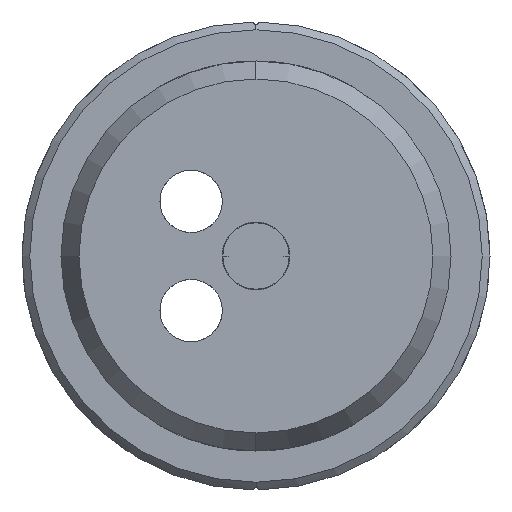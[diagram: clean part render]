
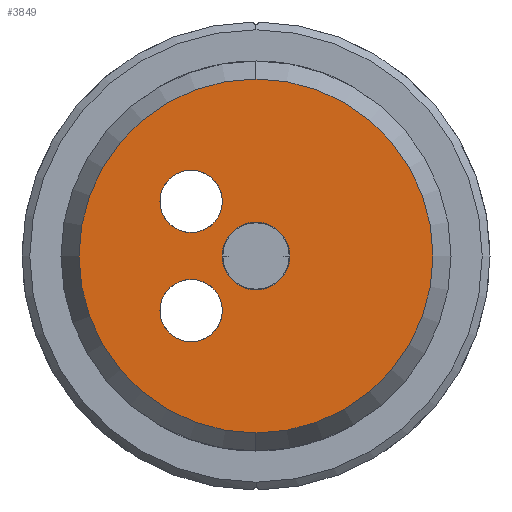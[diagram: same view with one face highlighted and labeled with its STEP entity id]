
A CAD part, left-side view. The second image highlights one B-rep face of the part: STEP entity #3849.
In plain terms, the highlighted planar face has unit normal (-1, 0, 0).
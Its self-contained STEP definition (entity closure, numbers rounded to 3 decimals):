
#19 = CIRCLE ( 'NONE', #22, 11.345 ) ;
#22 = AXIS2_PLACEMENT_3D ( 'NONE', #414, #1667, #2929 ) ;
#35 = CARTESIAN_POINT ( 'NONE',  ( -155., 0., 0. ) ) ;
#79 = ORIENTED_EDGE ( 'NONE', *, *, #2601, .T. ) ;
#83 = CARTESIAN_POINT ( 'NONE',  ( -155., 4.157, 5.5 ) ) ;
#123 = DIRECTION ( 'NONE',  ( -1., 0., 0. ) ) ;
#155 = VERTEX_POINT ( 'NONE', #2216 ) ;
#163 = EDGE_CURVE ( 'NONE', #3056, #155, #2828, .T. ) ;
#245 = VERTEX_POINT ( 'NONE', #2614 ) ;
#283 = ORIENTED_EDGE ( 'NONE', *, *, #1115, .F. ) ;
#314 = ORIENTED_EDGE ( 'NONE', *, *, #163, .F. ) ;
#338 = CARTESIAN_POINT ( 'NONE',  ( -155., 0., 0. ) ) ;
#414 = CARTESIAN_POINT ( 'NONE',  ( -155., 0., 0. ) ) ;
#445 = DIRECTION ( 'NONE',  ( 1., 0., 0. ) ) ;
#449 = DIRECTION ( 'NONE',  ( 1., 0., 0. ) ) ;
#635 = DIRECTION ( 'NONE',  ( -1., 0., 0. ) ) ;
#733 = EDGE_LOOP ( 'NONE', ( #2949, #79 ) ) ;
#761 = FACE_BOUND ( 'NONE', #1248, .T. ) ;
#809 = CARTESIAN_POINT ( 'NONE',  ( -155., 4.157, -3.5 ) ) ;
#821 = EDGE_CURVE ( 'NONE', #1596, #2449, #1299, .T. ) ;
#977 = ORIENTED_EDGE ( 'NONE', *, *, #2423, .F. ) ;
#1060 = FACE_BOUND ( 'NONE', #1113, .T. ) ;
#1113 = EDGE_LOOP ( 'NONE', ( #977, #283 ) ) ;
#1115 = EDGE_CURVE ( 'NONE', #1482, #3403, #1909, .T. ) ;
#1163 = DIRECTION ( 'NONE',  ( 1., 0., 0. ) ) ;
#1248 = EDGE_LOOP ( 'NONE', ( #3419, #314 ) ) ;
#1256 = DIRECTION ( 'NONE',  ( -1., 0., 0. ) ) ;
#1263 = AXIS2_PLACEMENT_3D ( 'NONE', #3254, #449, #1704 ) ;
#1274 = EDGE_CURVE ( 'NONE', #3015, #245, #19, .T. ) ;
#1299 = CIRCLE ( 'NONE', #1314, 2. ) ;
#1314 = AXIS2_PLACEMENT_3D ( 'NONE', #3940, #1163, #2439 ) ;
#1356 = DIRECTION ( 'NONE',  ( 0., -1., 0. ) ) ;
#1465 = CIRCLE ( 'NONE', #2710, 2. ) ;
#1482 = VERTEX_POINT ( 'NONE', #1847 ) ;
#1485 = ORIENTED_EDGE ( 'NONE', *, *, #821, .T. ) ;
#1591 = DIRECTION ( 'NONE',  ( -1., 0., 0. ) ) ;
#1596 = VERTEX_POINT ( 'NONE', #83 ) ;
#1665 = CARTESIAN_POINT ( 'NONE',  ( -155., 4.157, -5.5 ) ) ;
#1667 = DIRECTION ( 'NONE',  ( -1., 0., 0. ) ) ;
#1700 = DIRECTION ( 'NONE',  ( 0., 0., -1. ) ) ;
#1704 = DIRECTION ( 'NONE',  ( 0., 0., -1. ) ) ;
#1706 = EDGE_CURVE ( 'NONE', #2449, #1596, #1465, .T. ) ;
#1728 = CIRCLE ( 'NONE', #2779, 2.174 ) ;
#1847 = CARTESIAN_POINT ( 'NONE',  ( -155., 4.157, -1.5 ) ) ;
#1895 = DIRECTION ( 'NONE',  ( 0., 0., 1. ) ) ;
#1909 = CIRCLE ( 'NONE', #1960, 2. ) ;
#1960 = AXIS2_PLACEMENT_3D ( 'NONE', #3431, #635, #1895 ) ;
#2016 = PLANE ( 'NONE',  #1263 ) ;
#2038 = CARTESIAN_POINT ( 'NONE',  ( -155., 2.174, 0. ) ) ;
#2066 = DIRECTION ( 'NONE',  ( -1., 0., 0. ) ) ;
#2084 = CARTESIAN_POINT ( 'NONE',  ( -155., 4.157, 1.5 ) ) ;
#2216 = CARTESIAN_POINT ( 'NONE',  ( -155., -2.174, 0. ) ) ;
#2338 = FACE_BOUND ( 'NONE', #2823, .T. ) ;
#2423 = EDGE_CURVE ( 'NONE', #3403, #1482, #3894, .T. ) ;
#2439 = DIRECTION ( 'NONE',  ( 0., 0., -1. ) ) ;
#2449 = VERTEX_POINT ( 'NONE', #2084 ) ;
#2526 = DIRECTION ( 'NONE',  ( 0., 0., -1. ) ) ;
#2601 = EDGE_CURVE ( 'NONE', #245, #3015, #3225, .T. ) ;
#2614 = CARTESIAN_POINT ( 'NONE',  ( -155., 0., 11.345 ) ) ;
#2710 = AXIS2_PLACEMENT_3D ( 'NONE', #3251, #445, #1700 ) ;
#2779 = AXIS2_PLACEMENT_3D ( 'NONE', #2926, #123, #1356 ) ;
#2823 = EDGE_LOOP ( 'NONE', ( #3122, #1485 ) ) ;
#2828 = CIRCLE ( 'NONE', #2832, 2.174 ) ;
#2832 = AXIS2_PLACEMENT_3D ( 'NONE', #338, #1591, #2857 ) ;
#2857 = DIRECTION ( 'NONE',  ( 0., -1., 0. ) ) ;
#2926 = CARTESIAN_POINT ( 'NONE',  ( -155., 0., 0. ) ) ;
#2929 = DIRECTION ( 'NONE',  ( 0., 0., -1. ) ) ;
#2949 = ORIENTED_EDGE ( 'NONE', *, *, #1274, .T. ) ;
#3015 = VERTEX_POINT ( 'NONE', #3554 ) ;
#3056 = VERTEX_POINT ( 'NONE', #2038 ) ;
#3122 = ORIENTED_EDGE ( 'NONE', *, *, #1706, .T. ) ;
#3225 = CIRCLE ( 'NONE', #3232, 11.345 ) ;
#3232 = AXIS2_PLACEMENT_3D ( 'NONE', #35, #1256, #2526 ) ;
#3251 = CARTESIAN_POINT ( 'NONE',  ( -155., 4.157, 3.5 ) ) ;
#3254 = CARTESIAN_POINT ( 'NONE',  ( -155., 12.5, 0. ) ) ;
#3305 = DIRECTION ( 'NONE',  ( 0., 0., 1. ) ) ;
#3403 = VERTEX_POINT ( 'NONE', #1665 ) ;
#3407 = EDGE_CURVE ( 'NONE', #155, #3056, #1728, .T. ) ;
#3419 = ORIENTED_EDGE ( 'NONE', *, *, #3407, .F. ) ;
#3431 = CARTESIAN_POINT ( 'NONE',  ( -155., 4.157, -3.5 ) ) ;
#3550 = FACE_OUTER_BOUND ( 'NONE', #733, .T. ) ;
#3554 = CARTESIAN_POINT ( 'NONE',  ( -155., 0., -11.345 ) ) ;
#3849 = ADVANCED_FACE ( 'NONE', ( #1060, #2338, #3550, #761 ), #2016, .F. ) ;
#3894 = CIRCLE ( 'NONE', #3897, 2. ) ;
#3897 = AXIS2_PLACEMENT_3D ( 'NONE', #809, #2066, #3305 ) ;
#3940 = CARTESIAN_POINT ( 'NONE',  ( -155., 4.157, 3.5 ) ) ;
